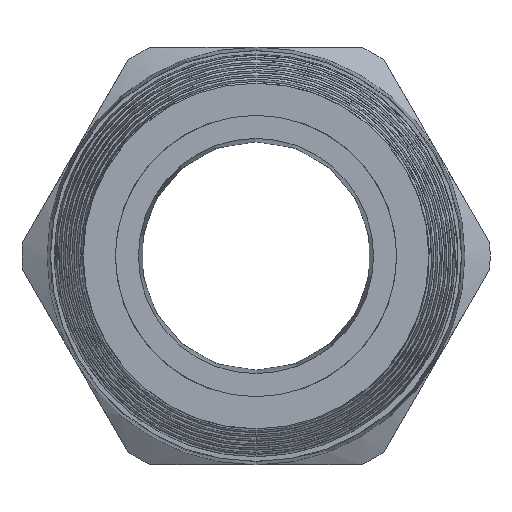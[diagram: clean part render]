
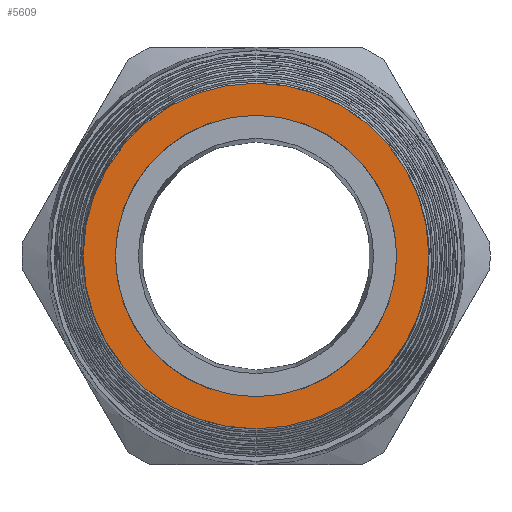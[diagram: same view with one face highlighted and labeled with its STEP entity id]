
A CAD part, left-side view. The second image highlights one B-rep face of the part: STEP entity #5609.
In plain terms, the highlighted planar face has unit normal (-1, 0, 0).
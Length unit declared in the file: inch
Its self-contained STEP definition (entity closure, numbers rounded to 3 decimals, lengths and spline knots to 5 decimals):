
#786 = EDGE_CURVE ( 'NONE', #787, #788, #7086, .T. ) ;
#787 = VERTEX_POINT ( 'NONE', #7081 ) ;
#788 = VERTEX_POINT ( 'NONE', #7080 ) ;
#801 = EDGE_CURVE ( 'NONE', #802, #803, #7169, .T. ) ;
#802 = VERTEX_POINT ( 'NONE', #7164 ) ;
#803 = VERTEX_POINT ( 'NONE', #7163 ) ;
#5369 = EDGE_CURVE ( 'NONE', #803, #802, #13065, .T. ) ;
#5606 = EDGE_CURVE ( 'NONE', #788, #787, #13185, .T. ) ;
#5609 = ADVANCED_FACE ( 'NONE', ( #13180, #13179 ), #13178, .T. ) ;
#5615 = ORIENTED_EDGE ( 'NONE', *, *, #5369, .T. ) ;
#5617 = ORIENTED_EDGE ( 'NONE', *, *, #801, .T. ) ;
#5622 = EDGE_LOOP ( 'NONE', ( #5615, #5617 ) ) ;
#5627 = ORIENTED_EDGE ( 'NONE', *, *, #786, .F. ) ;
#5637 = ORIENTED_EDGE ( 'NONE', *, *, #5606, .F. ) ;
#5638 = EDGE_LOOP ( 'NONE', ( #5627, #5637 ) ) ;
#7080 = CARTESIAN_POINT ( 'NONE',  ( -4.49, 0., 0.43758 ) ) ;
#7081 = CARTESIAN_POINT ( 'NONE',  ( -4.49, 0., -0.43758 ) ) ;
#7082 = DIRECTION ( 'NONE',  ( 0., 0., 1. ) ) ;
#7083 = DIRECTION ( 'NONE',  ( -1., 0., 0. ) ) ;
#7084 = CARTESIAN_POINT ( 'NONE',  ( -4.49, 0., 0. ) ) ;
#7085 = AXIS2_PLACEMENT_3D ( 'NONE', #7084, #7083, #7082 ) ;
#7086 = CIRCLE ( 'NONE', #7085, 0.43758 ) ;
#7163 = CARTESIAN_POINT ( 'NONE',  ( -4.49, 0., -0.53758 ) ) ;
#7164 = CARTESIAN_POINT ( 'NONE',  ( -4.49, 0., 0.53758 ) ) ;
#7165 = DIRECTION ( 'NONE',  ( 0., 0., 1. ) ) ;
#7166 = DIRECTION ( 'NONE',  ( -1., 0., 0. ) ) ;
#7167 = CARTESIAN_POINT ( 'NONE',  ( -4.49, 0., 0. ) ) ;
#7168 = AXIS2_PLACEMENT_3D ( 'NONE', #7167, #7166, #7165 ) ;
#7169 = CIRCLE ( 'NONE', #7168, 0.53758 ) ;
#13061 = DIRECTION ( 'NONE',  ( 0., 0., 1. ) ) ;
#13062 = DIRECTION ( 'NONE',  ( -1., 0., 0. ) ) ;
#13063 = CARTESIAN_POINT ( 'NONE',  ( -4.49, 0., 0. ) ) ;
#13064 = AXIS2_PLACEMENT_3D ( 'NONE', #13063, #13062, #13061 ) ;
#13065 = CIRCLE ( 'NONE', #13064, 0.53758 ) ;
#13174 = DIRECTION ( 'NONE',  ( 0., 0., 1. ) ) ;
#13175 = DIRECTION ( 'NONE',  ( -1., 0., 0. ) ) ;
#13176 = CARTESIAN_POINT ( 'NONE',  ( -4.49, 0., 0. ) ) ;
#13177 = AXIS2_PLACEMENT_3D ( 'NONE', #13176, #13175, #13174 ) ;
#13178 = PLANE ( 'NONE',  #13177 ) ;
#13179 = FACE_BOUND ( 'NONE', #5638, .T. ) ;
#13180 = FACE_OUTER_BOUND ( 'NONE', #5622, .T. ) ;
#13181 = DIRECTION ( 'NONE',  ( 0., 0., 1. ) ) ;
#13182 = DIRECTION ( 'NONE',  ( -1., 0., 0. ) ) ;
#13183 = CARTESIAN_POINT ( 'NONE',  ( -4.49, 0., 0. ) ) ;
#13184 = AXIS2_PLACEMENT_3D ( 'NONE', #13183, #13182, #13181 ) ;
#13185 = CIRCLE ( 'NONE', #13184, 0.43758 ) ;
